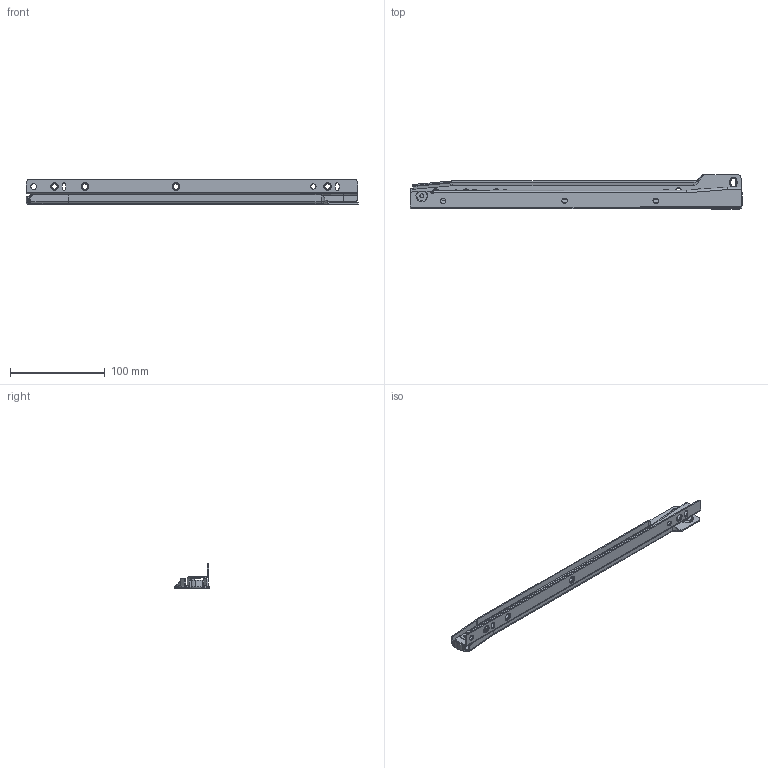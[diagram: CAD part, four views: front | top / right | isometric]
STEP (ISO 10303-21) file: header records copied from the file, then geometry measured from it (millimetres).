
FILE_DESCRIPTION (( 'STEP AP214' ), '1' );
FILE_NAME ('FR_2021.0350mm_14inch_closed_right.STEP', '2022-11-15T07:58:55', ( '' ), ( '' ), 'SwSTEP 2.0', 'SolidWorks 2020', '' );
FILE_SCHEMA (( 'AUTOMOTIVE_DESIGN' ));
Length unit declared in the file: millimetre
Products named in the file (5): 2021.XXX-01.W010.re_NL 350; 2021.XXX-03.W150.re_NL 350; 2021.XXX-03.W150_NL 350 re of; 2021.XXX-01.W010.re_NL 350 Topf Standard; FR_2021.0350mm_14inch_closed_right
Assembly tree (4 placements, depth 3):
  FR_2021.0350mm_14inch_closed_right
    2021.XXX-01.W010.re_NL 350
      2021.XXX-01.W010.re_NL 350 Topf Standard
    2021.XXX-03.W150.re_NL 350
      2021.XXX-03.W150_NL 350 re of
Bounding box: 350.01 x 36.65 x 25.5 mm (x, y, z)
Volume: 34049.8 mm3; surface area: 55773.8 mm2
Topology: 2 solids, 2 shells, 624 faces, 1481 edges, 940 vertices
Faces by surface type: cylinder 308, plane 213, cone 41, bspline 39, torus 15, sphere 8
Entity records: 20785 total; most frequent: CARTESIAN_POINT 5648, DIRECTION 3187, ORIENTED_EDGE 2944, EDGE_CURVE 1472, AXIS2_PLACEMENT_3D 1245, VERTEX_POINT 936, EDGE_LOOP 758, LINE 697
